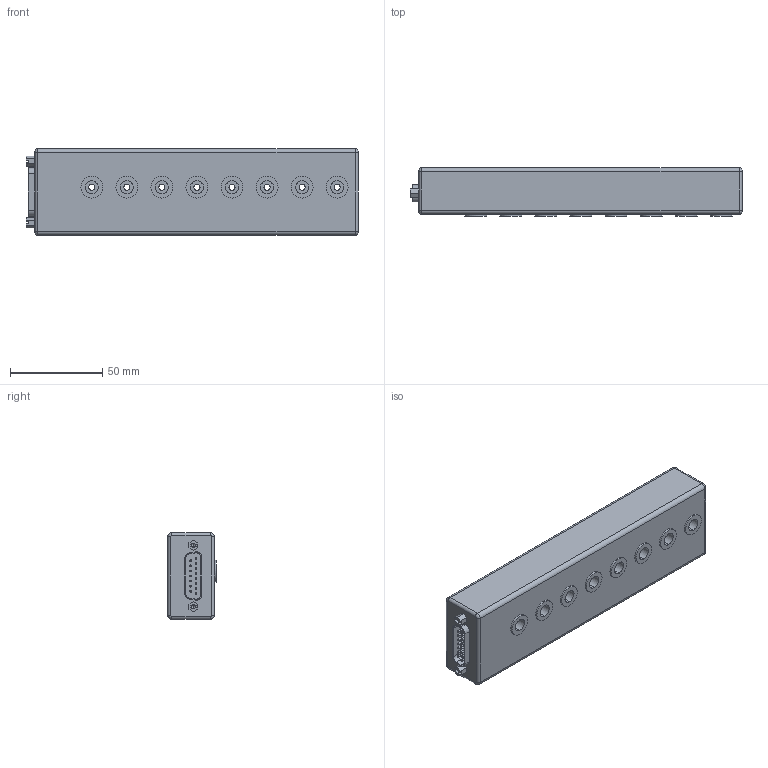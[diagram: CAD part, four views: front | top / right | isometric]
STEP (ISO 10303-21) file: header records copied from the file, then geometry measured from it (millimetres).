
FILE_DESCRIPTION (( 'STEP AP214' ), '1' );
FILE_NAME ('AVPS1-8A.step', '2016-07-27T15:09:54', ( '' ), ( '' ), 'SwSTEP 2.0', 'SolidWorks 2016', '' );
FILE_SCHEMA (( 'AUTOMOTIVE_DESIGN' ));
Length unit declared in the file: inch
Products named in the file (1): AVPS1-8A
Bounding box: 180.04 x 26.42 x 46.99 mm (x, y, z)
Volume: 204775.3 mm3; surface area: 32393 mm2
Topology: 1 solids, 1 shells, 311 faces, 736 edges, 482 vertices
Faces by surface type: plane 195, cylinder 104, torus 8, cone 4
Entity records: 10233 total; most frequent: DIRECTION 1580, CARTESIAN_POINT 1526, ORIENTED_EDGE 1464, EDGE_CURVE 732, AXIS2_PLACEMENT_3D 536, LINE 508, VECTOR 508, VERTEX_POINT 482
